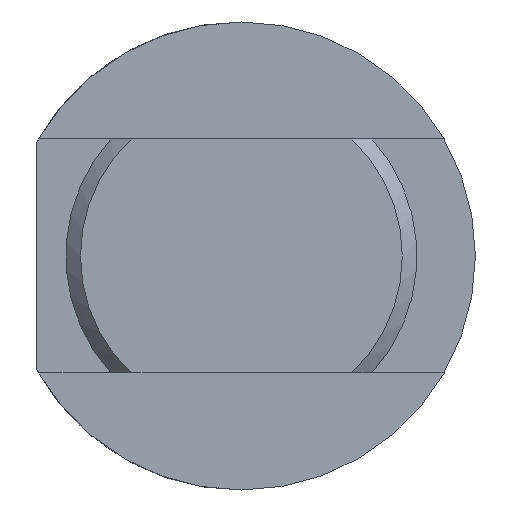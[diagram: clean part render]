
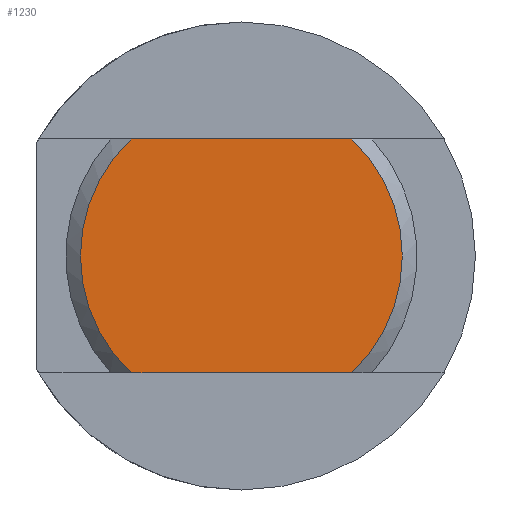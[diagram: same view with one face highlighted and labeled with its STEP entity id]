
A CAD part, left-side view. The second image highlights one B-rep face of the part: STEP entity #1230.
In plain terms, the highlighted planar face has unit normal (-1, 0, 0).
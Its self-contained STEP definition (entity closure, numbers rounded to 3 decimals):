
#27 = PLANE ( 'NONE',  #1382 ) ;
#36 = CARTESIAN_POINT ( 'NONE',  ( 0., 0., 0. ) ) ;
#42 = DIRECTION ( 'NONE',  ( 0., 0., -1. ) ) ;
#46 = DIRECTION ( 'NONE',  ( 1., 0., 0. ) ) ;
#83 = CARTESIAN_POINT ( 'NONE',  ( 0., 3.775, 4. ) ) ;
#120 = CARTESIAN_POINT ( 'NONE',  ( 0., 3.775, -4. ) ) ;
#149 = CARTESIAN_POINT ( 'NONE',  ( 0., -3.775, -4. ) ) ;
#151 = CARTESIAN_POINT ( 'NONE',  ( 0., -3.775, 4. ) ) ;
#245 = VERTEX_POINT ( 'NONE', #149 ) ;
#246 = VERTEX_POINT ( 'NONE', #151 ) ;
#333 = VERTEX_POINT ( 'NONE', #83 ) ;
#375 = VERTEX_POINT ( 'NONE', #120 ) ;
#607 = FACE_OUTER_BOUND ( 'NONE', #1140, .T. ) ;
#883 = ORIENTED_EDGE ( 'NONE', *, *, #1480, .F. ) ;
#884 = ORIENTED_EDGE ( 'NONE', *, *, #1479, .T. ) ;
#886 = ORIENTED_EDGE ( 'NONE', *, *, #1476, .F. ) ;
#887 = ORIENTED_EDGE ( 'NONE', *, *, #1481, .T. ) ;
#1140 = EDGE_LOOP ( 'NONE', ( #883, #884, #886, #887 ) ) ;
#1230 = ADVANCED_FACE ( 'NONE', ( #607 ), #27, .F. ) ;
#1382 = AXIS2_PLACEMENT_3D ( 'NONE', #36, #46, #42 ) ;
#1476 = EDGE_CURVE ( 'NONE', #333, #246, #2513, .T. ) ;
#1479 = EDGE_CURVE ( 'NONE', #245, #246, #2520, .T. ) ;
#1480 = EDGE_CURVE ( 'NONE', #245, #375, #2519, .T. ) ;
#1481 = EDGE_CURVE ( 'NONE', #333, #375, #2523, .T. ) ;
#1782 = AXIS2_PLACEMENT_3D ( 'NONE', #3350, #3076, #3339 ) ;
#1784 = AXIS2_PLACEMENT_3D ( 'NONE', #3375, #3075, #3391 ) ;
#2506 = VECTOR ( 'NONE', #3286, 1000. ) ;
#2513 = LINE ( 'NONE', #3260, #2506 ) ;
#2515 = VECTOR ( 'NONE', #3167, 1000. ) ;
#2519 = LINE ( 'NONE', #3214, #2515 ) ;
#2520 = CIRCLE ( 'NONE', #1782, 5.5 ) ;
#2523 = CIRCLE ( 'NONE', #1784, 5.5 ) ;
#3075 = DIRECTION ( 'NONE',  ( -1., 0., 0. ) ) ;
#3076 = DIRECTION ( 'NONE',  ( -1., 0., 0. ) ) ;
#3167 = DIRECTION ( 'NONE',  ( 0., 1., 0. ) ) ;
#3214 = CARTESIAN_POINT ( 'NONE',  ( 0., 6.928, -4. ) ) ;
#3260 = CARTESIAN_POINT ( 'NONE',  ( 0., 6.928, 4. ) ) ;
#3286 = DIRECTION ( 'NONE',  ( 0., -1., 0. ) ) ;
#3339 = DIRECTION ( 'NONE',  ( 0., 0., -1. ) ) ;
#3350 = CARTESIAN_POINT ( 'NONE',  ( 0., 0., 0. ) ) ;
#3375 = CARTESIAN_POINT ( 'NONE',  ( 0., 0., 0. ) ) ;
#3391 = DIRECTION ( 'NONE',  ( 0., 0., -1. ) ) ;
